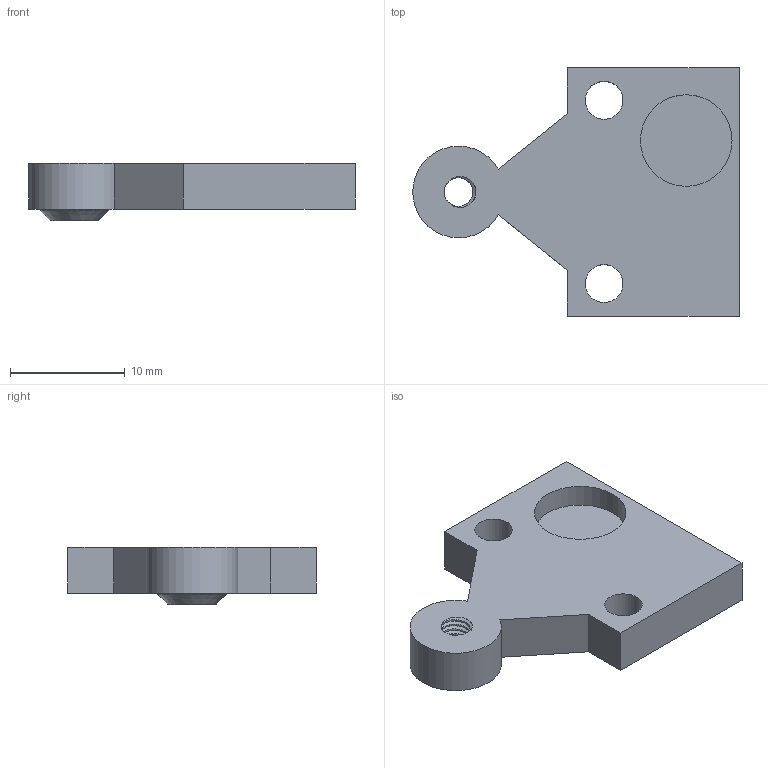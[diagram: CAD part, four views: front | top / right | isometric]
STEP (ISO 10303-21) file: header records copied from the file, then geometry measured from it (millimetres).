
FILE_DESCRIPTION(('FreeCAD Model'),'2;1');
FILE_NAME('Open CASCADE Shape Model','2026-01-25T11:16:01',(''),(''), 'Open CASCADE STEP processor 7.8','FreeCAD','Unknown');
FILE_SCHEMA(('AUTOMOTIVE_DESIGN { 1 0 10303 214 1 1 1 1 }'));
Length unit declared in the file: millimetre
Products named in the file (1): FixedGuide
Bounding box: 28.5 x 21.7 x 5 mm (x, y, z)
Volume: 1534 mm3; surface area: 1403.1 mm2
Topology: 1 solids, 1 shells, 62 faces, 133 edges, 75 vertices
Faces by surface type: bspline 33, cylinder 17, plane 11, cone 1
Full cylindrical faces by diameter (mm): 2.52 x10, 3.3 x2, 6 x1, 8 x1
Entity records: 10387 total; most frequent: CARTESIAN_POINT 7940, DIRECTION 334, ORIENTED_EDGE 266, PCURVE 266, DEFINITIONAL_REPRESENTATION 266, LINE 234, VECTOR 234, B_SPLINE_CURVE_WITH_KNOTS 136
